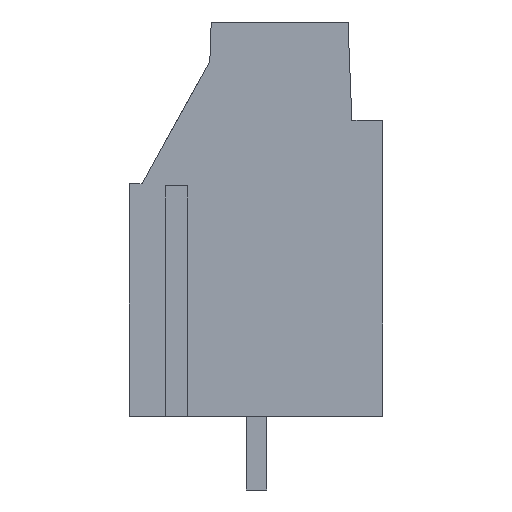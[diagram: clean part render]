
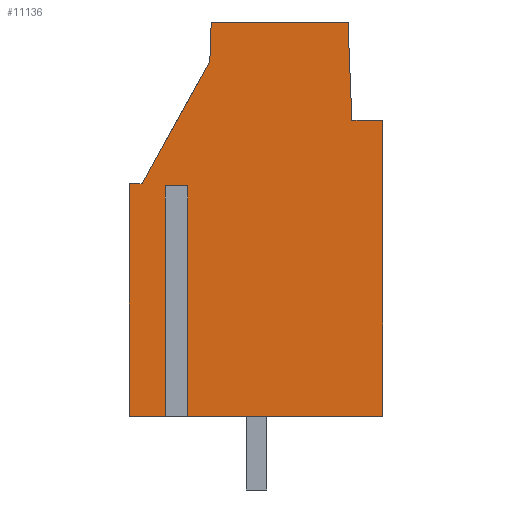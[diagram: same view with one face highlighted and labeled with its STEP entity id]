
A CAD part, left-side view. The second image highlights one B-rep face of the part: STEP entity #11136.
In plain terms, the highlighted planar face has unit normal (-1, 0, 0).
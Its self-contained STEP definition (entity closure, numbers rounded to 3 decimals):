
#11095=AXIS2_PLACEMENT_3D('Plane Axis2P3D',#11092,#11093,#11094) ;
#225=CARTESIAN_POINT('Vertex',(-45.,-11.,3.25)) ;
#468=CARTESIAN_POINT('Vertex',(-45.,-11.,16.1)) ;
#471=CARTESIAN_POINT('Line Origine',(-45.,-11.,9.675)) ;
#643=CARTESIAN_POINT('Vertex',(-45.,-9.495,20.37)) ;
#646=CARTESIAN_POINT('Line Origine',(-45.,-9.579,18.235)) ;
#650=CARTESIAN_POINT('Vertex',(-45.,-9.663,16.1)) ;
#793=CARTESIAN_POINT('Line Origine',(-45.,-6.625,3.25)) ;
#797=CARTESIAN_POINT('Vertex',(-45.,-2.25,3.25)) ;
#846=CARTESIAN_POINT('Vertex',(-45.,-1.85,3.25)) ;
#849=CARTESIAN_POINT('Line Origine',(-45.,-0.925,3.25)) ;
#853=CARTESIAN_POINT('Vertex',(-45.,0.,3.25)) ;
#2381=CARTESIAN_POINT('Vertex',(-45.,-3.554,20.37)) ;
#2384=CARTESIAN_POINT('Line Origine',(-45.,-6.525,20.37)) ;
#2759=CARTESIAN_POINT('Line Origine',(-45.,0.,8.3)) ;
#2763=CARTESIAN_POINT('Vertex',(-45.,0.,13.35)) ;
#3423=CARTESIAN_POINT('Vertex',(-45.,-3.494,18.649)) ;
#3675=CARTESIAN_POINT('Vertex',(-45.,-0.555,13.35)) ;
#3678=CARTESIAN_POINT('Line Origine',(-45.,-2.025,16.)) ;
#3731=CARTESIAN_POINT('Line Origine',(-45.,-3.524,19.51)) ;
#11066=CARTESIAN_POINT('Line Origine',(-45.,-10.331,16.1)) ;
#11092=CARTESIAN_POINT('Axis2P3D Location',(-45.,-15.468,1.8)) ;
#11097=CARTESIAN_POINT('Line Origine',(-45.,-1.85,8.25)) ;
#11101=CARTESIAN_POINT('Vertex',(-45.,-1.85,13.25)) ;
#11104=CARTESIAN_POINT('Line Origine',(-45.,-2.05,13.25)) ;
#11108=CARTESIAN_POINT('Vertex',(-45.,-2.25,13.25)) ;
#11111=CARTESIAN_POINT('Line Origine',(-45.,-2.25,8.25)) ;
#11116=CARTESIAN_POINT('Line Origine',(-45.,-0.278,13.35)) ;
#472=DIRECTION('Vector Direction',(0.,0.,1.)) ;
#647=DIRECTION('Vector Direction',(0.,-0.039,-0.999)) ;
#794=DIRECTION('Vector Direction',(0.,1.,0.)) ;
#850=DIRECTION('Vector Direction',(0.,1.,0.)) ;
#2385=DIRECTION('Vector Direction',(0.,1.,0.)) ;
#2760=DIRECTION('Vector Direction',(0.,0.,-1.)) ;
#3679=DIRECTION('Vector Direction',(0.,-0.485,0.875)) ;
#3732=DIRECTION('Vector Direction',(0.,0.035,-0.999)) ;
#11067=DIRECTION('Vector Direction',(0.,1.,0.)) ;
#11093=DIRECTION('Axis2P3D Direction',(1.,0.,0.)) ;
#11094=DIRECTION('Axis2P3D XDirection',(0.,1.,0.)) ;
#11098=DIRECTION('Vector Direction',(0.,0.,1.)) ;
#11105=DIRECTION('Vector Direction',(0.,-1.,0.)) ;
#11112=DIRECTION('Vector Direction',(0.,0.,1.)) ;
#11117=DIRECTION('Vector Direction',(0.,-1.,0.)) ;
#473=VECTOR('Line Direction',#472,1.) ;
#648=VECTOR('Line Direction',#647,1.) ;
#795=VECTOR('Line Direction',#794,1.) ;
#851=VECTOR('Line Direction',#850,1.) ;
#2386=VECTOR('Line Direction',#2385,1.) ;
#2761=VECTOR('Line Direction',#2760,1.) ;
#3680=VECTOR('Line Direction',#3679,1.) ;
#3733=VECTOR('Line Direction',#3732,1.) ;
#11068=VECTOR('Line Direction',#11067,1.) ;
#11099=VECTOR('Line Direction',#11098,1.) ;
#11106=VECTOR('Line Direction',#11105,1.) ;
#11113=VECTOR('Line Direction',#11112,1.) ;
#11118=VECTOR('Line Direction',#11117,1.) ;
#11122=ORIENTED_EDGE('',*,*,#11103,.T.) ;
#11123=ORIENTED_EDGE('',*,*,#11110,.T.) ;
#11124=ORIENTED_EDGE('',*,*,#11115,.F.) ;
#11125=ORIENTED_EDGE('',*,*,#799,.F.) ;
#11126=ORIENTED_EDGE('',*,*,#475,.F.) ;
#11127=ORIENTED_EDGE('',*,*,#11070,.F.) ;
#11128=ORIENTED_EDGE('',*,*,#652,.F.) ;
#11129=ORIENTED_EDGE('',*,*,#2388,.F.) ;
#11130=ORIENTED_EDGE('',*,*,#3735,.F.) ;
#11131=ORIENTED_EDGE('',*,*,#3682,.F.) ;
#11132=ORIENTED_EDGE('',*,*,#11120,.F.) ;
#11133=ORIENTED_EDGE('',*,*,#2765,.F.) ;
#11134=ORIENTED_EDGE('',*,*,#855,.F.) ;
#11136=ADVANCED_FACE('housing',(#11135),#11096,.F.) ;
#475=EDGE_CURVE('',#469,#226,#474,.F.) ;
#652=EDGE_CURVE('',#644,#651,#649,.T.) ;
#799=EDGE_CURVE('',#226,#798,#796,.T.) ;
#855=EDGE_CURVE('',#847,#854,#852,.T.) ;
#2388=EDGE_CURVE('',#2382,#644,#2387,.F.) ;
#2765=EDGE_CURVE('',#854,#2764,#2762,.F.) ;
#3682=EDGE_CURVE('',#3676,#3424,#3681,.T.) ;
#3735=EDGE_CURVE('',#3424,#2382,#3734,.F.) ;
#11070=EDGE_CURVE('',#651,#469,#11069,.F.) ;
#11103=EDGE_CURVE('',#847,#11102,#11100,.T.) ;
#11110=EDGE_CURVE('',#11102,#11109,#11107,.T.) ;
#11115=EDGE_CURVE('',#798,#11109,#11114,.T.) ;
#11120=EDGE_CURVE('',#2764,#3676,#11119,.T.) ;
#11121=EDGE_LOOP('',(#11122,#11123,#11124,#11125,#11126,#11127,#11128,#11129,#11130,#11131,#11132,#11133,#11134)) ;
#11135=FACE_OUTER_BOUND('',#11121,.T.) ;
#474=LINE('Line',#471,#473) ;
#649=LINE('Line',#646,#648) ;
#796=LINE('Line',#793,#795) ;
#852=LINE('Line',#849,#851) ;
#2387=LINE('Line',#2384,#2386) ;
#2762=LINE('Line',#2759,#2761) ;
#3681=LINE('Line',#3678,#3680) ;
#3734=LINE('Line',#3731,#3733) ;
#11069=LINE('Line',#11066,#11068) ;
#11100=LINE('Line',#11097,#11099) ;
#11107=LINE('Line',#11104,#11106) ;
#11114=LINE('Line',#11111,#11113) ;
#11119=LINE('Line',#11116,#11118) ;
#11096=PLANE('',#11095) ;
#226=VERTEX_POINT('',#225) ;
#469=VERTEX_POINT('',#468) ;
#644=VERTEX_POINT('',#643) ;
#651=VERTEX_POINT('',#650) ;
#798=VERTEX_POINT('',#797) ;
#847=VERTEX_POINT('',#846) ;
#854=VERTEX_POINT('',#853) ;
#2382=VERTEX_POINT('',#2381) ;
#2764=VERTEX_POINT('',#2763) ;
#3424=VERTEX_POINT('',#3423) ;
#3676=VERTEX_POINT('',#3675) ;
#11102=VERTEX_POINT('',#11101) ;
#11109=VERTEX_POINT('',#11108) ;
